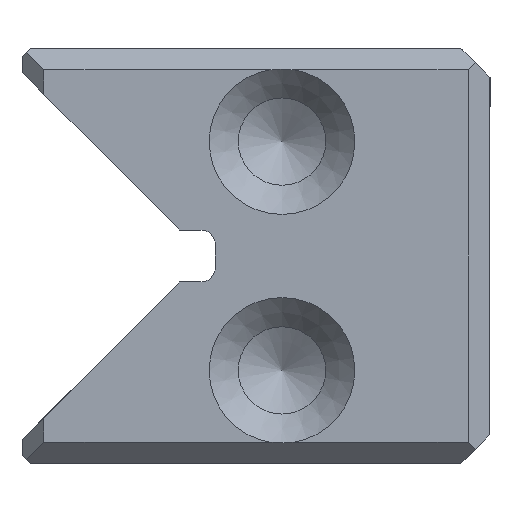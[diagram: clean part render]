
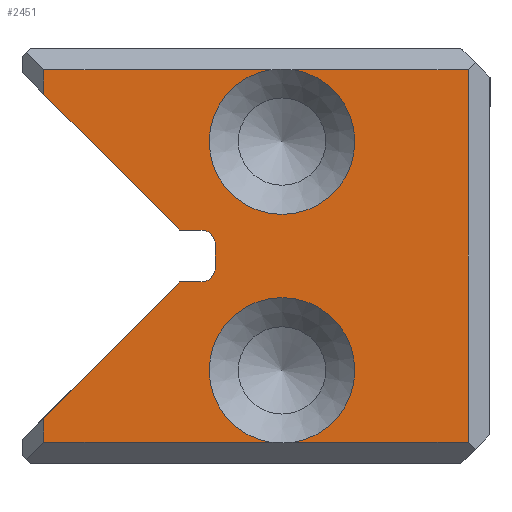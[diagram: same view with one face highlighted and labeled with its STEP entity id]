
A CAD part, left-side view. The second image highlights one B-rep face of the part: STEP entity #2451.
In plain terms, the highlighted planar face has unit normal (-1, 0, 0).
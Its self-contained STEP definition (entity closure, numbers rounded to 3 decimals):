
#2142=FACE_OUTER_BOUND('',#3441,.T.);
#2451=ADVANCED_FACE('',(#2142),#2810,.T.);
#2810=PLANE('',#8574);
#3046=CIRCLE('',#8570,3.5);
#3047=CIRCLE('',#8571,3.5);
#3048=CIRCLE('',#8572,0.7);
#3049=CIRCLE('',#8573,0.7);
#3441=EDGE_LOOP('',(#4093,#4094,#4095,#4096,#4097,#4098,#4099,#4100,#4101,
#4102,#4103,#4104,#4105,#4106,#4107,#4108));
#4093=ORIENTED_EDGE('',*,*,#6547,.F.);
#4094=ORIENTED_EDGE('',*,*,#6548,.T.);
#4095=ORIENTED_EDGE('',*,*,#6549,.T.);
#4096=ORIENTED_EDGE('',*,*,#6550,.T.);
#4097=ORIENTED_EDGE('',*,*,#6551,.T.);
#4098=ORIENTED_EDGE('',*,*,#6552,.T.);
#4099=ORIENTED_EDGE('',*,*,#6553,.T.);
#4100=ORIENTED_EDGE('',*,*,#6554,.T.);
#4101=ORIENTED_EDGE('',*,*,#6555,.T.);
#4102=ORIENTED_EDGE('',*,*,#6556,.T.);
#4103=ORIENTED_EDGE('',*,*,#6557,.T.);
#4104=ORIENTED_EDGE('',*,*,#6558,.T.);
#4105=ORIENTED_EDGE('',*,*,#6559,.F.);
#4106=ORIENTED_EDGE('',*,*,#6560,.F.);
#4107=ORIENTED_EDGE('',*,*,#6561,.T.);
#4108=ORIENTED_EDGE('',*,*,#6562,.T.);
#5921=VERTEX_POINT('',#10925);
#5922=VERTEX_POINT('',#10926);
#5923=VERTEX_POINT('',#10928);
#5924=VERTEX_POINT('',#10930);
#5925=VERTEX_POINT('',#10932);
#5926=VERTEX_POINT('',#10934);
#5927=VERTEX_POINT('',#10936);
#5928=VERTEX_POINT('',#10938);
#5929=VERTEX_POINT('',#10940);
#5930=VERTEX_POINT('',#10942);
#5931=VERTEX_POINT('',#10944);
#5932=VERTEX_POINT('',#10946);
#5933=VERTEX_POINT('',#10948);
#5934=VERTEX_POINT('',#10950);
#5935=VERTEX_POINT('',#10952);
#5936=VERTEX_POINT('',#10954);
#6547=EDGE_CURVE('',#5921,#5922,#3046,.T.);
#6548=EDGE_CURVE('',#5921,#5923,#7379,.T.);
#6549=EDGE_CURVE('',#5923,#5924,#7380,.T.);
#6550=EDGE_CURVE('',#5924,#5925,#7381,.T.);
#6551=EDGE_CURVE('',#5925,#5926,#3047,.T.);
#6552=EDGE_CURVE('',#5926,#5927,#7382,.T.);
#6553=EDGE_CURVE('',#5927,#5928,#7383,.T.);
#6554=EDGE_CURVE('',#5928,#5929,#7384,.T.);
#6555=EDGE_CURVE('',#5929,#5930,#7385,.T.);
#6556=EDGE_CURVE('',#5930,#5931,#3048,.T.);
#6557=EDGE_CURVE('',#5931,#5932,#7386,.T.);
#6558=EDGE_CURVE('',#5932,#5933,#3049,.T.);
#6559=EDGE_CURVE('',#5934,#5933,#7387,.T.);
#6560=EDGE_CURVE('',#5935,#5934,#7388,.T.);
#6561=EDGE_CURVE('',#5935,#5936,#7389,.T.);
#6562=EDGE_CURVE('',#5936,#5922,#7390,.T.);
#7379=LINE('',#10927,#8051);
#7380=LINE('',#10929,#8052);
#7381=LINE('',#10931,#8053);
#7382=LINE('',#10935,#8054);
#7383=LINE('',#10937,#8055);
#7384=LINE('',#10939,#8056);
#7385=LINE('',#10941,#8057);
#7386=LINE('',#10945,#8058);
#7387=LINE('',#10949,#8059);
#7388=LINE('',#10951,#8060);
#7389=LINE('',#10953,#8061);
#7390=LINE('',#10955,#8062);
#8051=VECTOR('',#9063,1.);
#8052=VECTOR('',#9064,1.);
#8053=VECTOR('',#9065,1.);
#8054=VECTOR('',#9068,1.);
#8055=VECTOR('',#9069,1.);
#8056=VECTOR('',#9070,1.);
#8057=VECTOR('',#9071,1.);
#8058=VECTOR('',#9074,1.);
#8059=VECTOR('',#9077,1.);
#8060=VECTOR('',#9078,1.);
#8061=VECTOR('',#9079,1.);
#8062=VECTOR('',#9080,1.);
#8570=AXIS2_PLACEMENT_3D('',#10924,#9061,#9062);
#8571=AXIS2_PLACEMENT_3D('',#10933,#9066,#9067);
#8572=AXIS2_PLACEMENT_3D('',#10943,#9072,#9073);
#8573=AXIS2_PLACEMENT_3D('',#10947,#9075,#9076);
#8574=AXIS2_PLACEMENT_3D('',#10956,#9081,#9082);
#9061=DIRECTION('',(-1.,0.,0.));
#9062=DIRECTION('',(0.,0.,1.));
#9063=DIRECTION('',(0.,-1.,0.));
#9064=DIRECTION('',(0.,0.,1.));
#9065=DIRECTION('',(0.,1.,0.));
#9066=DIRECTION('',(1.,0.,0.));
#9067=DIRECTION('',(0.,0.,-1.));
#9068=DIRECTION('',(0.,1.,0.));
#9069=DIRECTION('',(0.,0.,-1.));
#9070=DIRECTION('',(0.,-0.707,-0.707));
#9071=DIRECTION('',(0.,-1.,0.));
#9072=DIRECTION('',(1.,0.,0.));
#9073=DIRECTION('',(0.,0.,1.));
#9074=DIRECTION('',(0.,0.,-1.));
#9075=DIRECTION('',(1.,0.,0.));
#9076=DIRECTION('',(0.,0.,1.));
#9077=DIRECTION('',(0.,-1.,0.));
#9078=DIRECTION('',(0.,-0.707,0.707));
#9079=DIRECTION('',(0.,0.,-1.));
#9080=DIRECTION('',(0.,-1.,0.));
#9081=DIRECTION('',(-1.,0.,0.));
#9082=DIRECTION('',(0.,0.,-1.));
#10924=CARTESIAN_POINT('',(0.,10.,4.5));
#10925=CARTESIAN_POINT('',(0.,9.411,1.05));
#10926=CARTESIAN_POINT('',(0.,10.589,1.05));
#10927=CARTESIAN_POINT('',(0.,11.25,1.05));
#10928=CARTESIAN_POINT('',(0.,1.05,1.05));
#10929=CARTESIAN_POINT('',(0.,1.05,0.));
#10930=CARTESIAN_POINT('',(0.,1.05,18.95));
#10931=CARTESIAN_POINT('',(0.,11.25,18.95));
#10932=CARTESIAN_POINT('',(0.,9.411,18.95));
#10933=CARTESIAN_POINT('',(0.,10.,15.5));
#10934=CARTESIAN_POINT('',(0.,10.589,18.95));
#10935=CARTESIAN_POINT('',(0.,11.25,18.95));
#10936=CARTESIAN_POINT('',(0.,21.45,18.95));
#10937=CARTESIAN_POINT('',(0.,21.45,0.));
#10938=CARTESIAN_POINT('',(0.,21.45,17.778));
#10939=CARTESIAN_POINT('',(0.,22.5,18.828));
#10940=CARTESIAN_POINT('',(0.,14.922,11.25));
#10941=CARTESIAN_POINT('',(0.,13.2,11.25));
#10942=CARTESIAN_POINT('',(0.,13.9,11.25));
#10943=CARTESIAN_POINT('',(0.,13.9,10.55));
#10944=CARTESIAN_POINT('',(0.,13.2,10.55));
#10945=CARTESIAN_POINT('',(0.,13.2,11.25));
#10946=CARTESIAN_POINT('',(0.,13.2,9.45));
#10947=CARTESIAN_POINT('',(0.,13.9,9.45));
#10948=CARTESIAN_POINT('',(0.,13.9,8.75));
#10949=CARTESIAN_POINT('',(0.,13.2,8.75));
#10950=CARTESIAN_POINT('',(0.,14.922,8.75));
#10951=CARTESIAN_POINT('',(0.,22.5,1.172));
#10952=CARTESIAN_POINT('',(0.,21.45,2.222));
#10953=CARTESIAN_POINT('',(0.,21.45,0.));
#10954=CARTESIAN_POINT('',(0.,21.45,1.05));
#10955=CARTESIAN_POINT('',(0.,11.25,1.05));
#10956=CARTESIAN_POINT('',(0.,11.25,0.));
